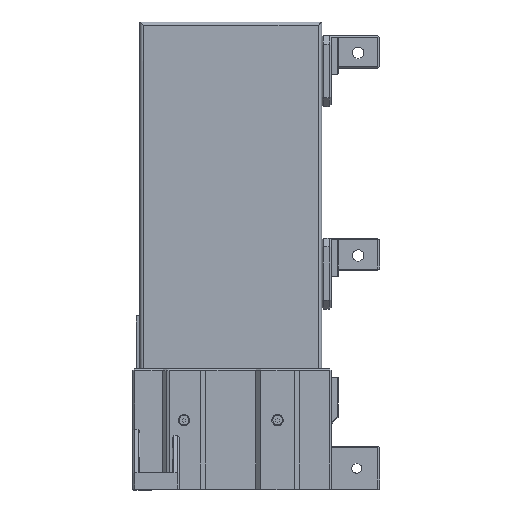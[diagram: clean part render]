
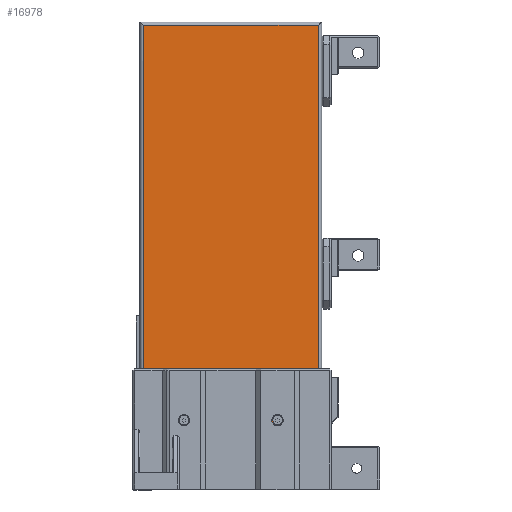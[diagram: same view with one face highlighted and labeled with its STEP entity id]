
A CAD part, left-side view. The second image highlights one B-rep face of the part: STEP entity #16978.
In plain terms, the highlighted face is planar.
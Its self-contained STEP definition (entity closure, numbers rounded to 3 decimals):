
#1544=CIRCLE('',#18203,1.5);
#1545=CIRCLE('',#18208,1.5);
#2150=FACE_OUTER_BOUND('',#3208,.T.);
#3208=EDGE_LOOP('',(#12994,#12995,#12996,#12997,#12998,#12999,#13000,#13001,
#13002,#13003,#13004,#13005));
#4684=LINE('',#24865,#6320);
#4686=LINE('',#24873,#6322);
#4688=LINE('',#24879,#6324);
#4695=LINE('',#24902,#6331);
#4704=LINE('',#24919,#6340);
#4727=LINE('',#24973,#6363);
#4730=LINE('',#24981,#6366);
#4732=LINE('',#24985,#6368);
#4734=LINE('',#24989,#6370);
#4737=LINE('',#24996,#6373);
#6320=VECTOR('',#20663,1000.);
#6322=VECTOR('',#20671,1000.);
#6324=VECTOR('',#20677,1000.);
#6331=VECTOR('',#20698,1000.);
#6340=VECTOR('',#20711,1000.);
#6363=VECTOR('',#20764,1000.);
#6366=VECTOR('',#20773,1000.);
#6368=VECTOR('',#20777,1000.);
#6370=VECTOR('',#20781,1000.);
#6373=VECTOR('',#20790,1000.);
#7695=VERTEX_POINT('',#24861);
#7697=VERTEX_POINT('',#24864);
#7699=VERTEX_POINT('',#24870);
#7702=VERTEX_POINT('',#24877);
#7711=VERTEX_POINT('',#24901);
#7717=VERTEX_POINT('',#24917);
#7733=VERTEX_POINT('',#24972);
#7734=VERTEX_POINT('',#24976);
#7735=VERTEX_POINT('',#24980);
#7736=VERTEX_POINT('',#24984);
#7737=VERTEX_POINT('',#24988);
#7738=VERTEX_POINT('',#24992);
#9540=EDGE_CURVE('',#7695,#7697,#4684,.T.);
#9544=EDGE_CURVE('',#7699,#7695,#4686,.T.);
#9547=EDGE_CURVE('',#7702,#7699,#4688,.T.);
#9558=EDGE_CURVE('',#7697,#7711,#4695,.T.);
#9567=EDGE_CURVE('',#7717,#7702,#4704,.T.);
#9592=EDGE_CURVE('',#7717,#7733,#4727,.T.);
#9594=EDGE_CURVE('',#7733,#7734,#1544,.T.);
#9596=EDGE_CURVE('',#7734,#7735,#4730,.T.);
#9598=EDGE_CURVE('',#7736,#7735,#4732,.T.);
#9600=EDGE_CURVE('',#7737,#7736,#4734,.T.);
#9602=EDGE_CURVE('',#7737,#7738,#1545,.T.);
#9604=EDGE_CURVE('',#7711,#7738,#4737,.T.);
#12994=ORIENTED_EDGE('',*,*,#9547,.F.);
#12995=ORIENTED_EDGE('',*,*,#9567,.F.);
#12996=ORIENTED_EDGE('',*,*,#9592,.T.);
#12997=ORIENTED_EDGE('',*,*,#9594,.T.);
#12998=ORIENTED_EDGE('',*,*,#9596,.T.);
#12999=ORIENTED_EDGE('',*,*,#9598,.F.);
#13000=ORIENTED_EDGE('',*,*,#9600,.F.);
#13001=ORIENTED_EDGE('',*,*,#9602,.T.);
#13002=ORIENTED_EDGE('',*,*,#9604,.F.);
#13003=ORIENTED_EDGE('',*,*,#9558,.F.);
#13004=ORIENTED_EDGE('',*,*,#9540,.F.);
#13005=ORIENTED_EDGE('',*,*,#9544,.F.);
#16319=PLANE('',#18213);
#16978=ADVANCED_FACE('',(#2150),#16319,.F.);
#18203=AXIS2_PLACEMENT_3D('',#24977,#20768,#20769);
#18208=AXIS2_PLACEMENT_3D('',#24993,#20785,#20786);
#18213=AXIS2_PLACEMENT_3D('',#25001,#20798,#20799);
#20663=DIRECTION('',(0.,-1.,0.));
#20671=DIRECTION('',(-1.,0.,0.));
#20677=DIRECTION('',(0.,1.,0.));
#20698=DIRECTION('',(1.,0.,0.));
#20711=DIRECTION('',(1.,0.,0.));
#20764=DIRECTION('',(0.,1.,0.));
#20768=DIRECTION('center_axis',(0.,0.,1.));
#20769=DIRECTION('ref_axis',(1.,0.,0.));
#20773=DIRECTION('',(0.,-1.,0.));
#20777=DIRECTION('',(1.,0.,0.));
#20781=DIRECTION('',(0.,-1.,0.));
#20785=DIRECTION('center_axis',(0.,0.,1.));
#20786=DIRECTION('ref_axis',(1.,0.,0.));
#20790=DIRECTION('',(0.,1.,0.));
#20798=DIRECTION('center_axis',(0.,0.,1.));
#20799=DIRECTION('ref_axis',(1.,0.,0.));
#24861=CARTESIAN_POINT('',(2.,233.4,0.));
#24864=CARTESIAN_POINT('',(2.,0.,0.));
#24865=CARTESIAN_POINT('',(2.,176.55,0.));
#24870=CARTESIAN_POINT('',(103.,233.4,0.));
#24873=CARTESIAN_POINT('',(78.75,233.4,0.));
#24877=CARTESIAN_POINT('',(103.,0.,0.));
#24879=CARTESIAN_POINT('',(103.,58.85,0.));
#24901=CARTESIAN_POINT('',(24.,0.,0.));
#24902=CARTESIAN_POINT('',(0.,0.,0.));
#24917=CARTESIAN_POINT('',(81.,0.,0.));
#24919=CARTESIAN_POINT('',(0.,0.,0.));
#24972=CARTESIAN_POINT('',(81.,9.5,0.));
#24973=CARTESIAN_POINT('',(81.,0.,0.));
#24976=CARTESIAN_POINT('',(78.,9.5,0.));
#24977=CARTESIAN_POINT('Origin',(79.5,9.5,0.));
#24980=CARTESIAN_POINT('',(78.,0.,0.));
#24981=CARTESIAN_POINT('',(78.,9.5,0.));
#24984=CARTESIAN_POINT('',(27.,0.,0.));
#24985=CARTESIAN_POINT('',(0.,0.,0.));
#24988=CARTESIAN_POINT('',(27.,9.5,0.));
#24989=CARTESIAN_POINT('',(27.,9.5,0.));
#24992=CARTESIAN_POINT('',(24.,9.5,0.));
#24993=CARTESIAN_POINT('Origin',(25.5,9.5,0.));
#24996=CARTESIAN_POINT('',(24.,0.,0.));
#25001=CARTESIAN_POINT('Origin',(52.5,117.7,0.));
